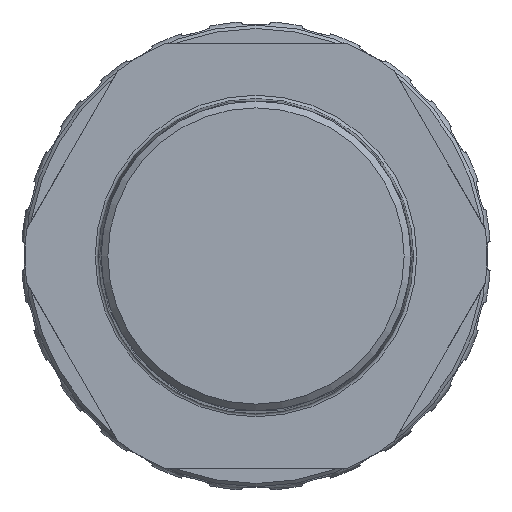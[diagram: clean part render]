
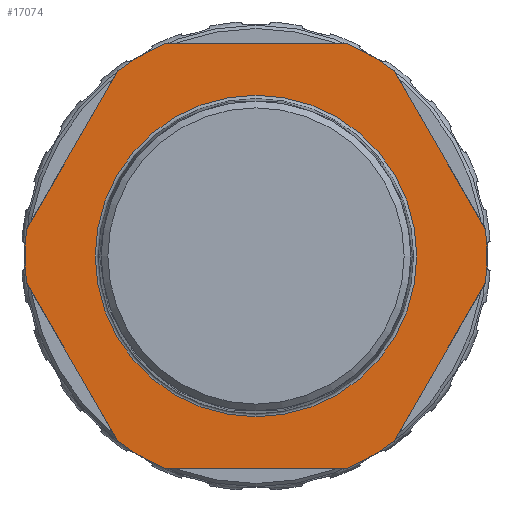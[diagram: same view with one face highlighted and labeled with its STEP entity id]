
A CAD part, left-side view. The second image highlights one B-rep face of the part: STEP entity #17074.
In plain terms, the highlighted planar face has unit normal (-1, 0, 0).
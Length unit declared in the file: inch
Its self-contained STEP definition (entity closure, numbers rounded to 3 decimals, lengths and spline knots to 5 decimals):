
#21=FACE_BOUND('',#4245,.T.);
#1389=LINE('',#34963,#2152);
#1392=LINE('',#34993,#2155);
#1395=LINE('',#35023,#2158);
#1398=LINE('',#35053,#2161);
#1401=LINE('',#35073,#2164);
#1404=LINE('',#35116,#2167);
#2152=VECTOR('',#23428,0.3937);
#2155=VECTOR('',#23433,0.3937);
#2158=VECTOR('',#23438,0.3937);
#2161=VECTOR('',#23443,0.3937);
#2164=VECTOR('',#23448,0.3937);
#2167=VECTOR('',#23453,0.3937);
#2460=PLANE('',#18977);
#3345=FACE_OUTER_BOUND('',#4244,.T.);
#4244=EDGE_LOOP('',(#15036,#15037,#15038,#15039,#15040,#15041,#15042,#15043,
#15044,#15045,#15046,#15047));
#4245=EDGE_LOOP('',(#15048,#15049));
#5225=CIRCLE('',#18961,1.3937);
#5227=CIRCLE('',#18964,1.3937);
#5228=CIRCLE('',#18966,1.3937);
#5231=CIRCLE('',#18970,1.3937);
#5232=CIRCLE('',#18972,1.3937);
#5236=CIRCLE('',#18978,1.3937);
#5237=CIRCLE('',#18979,0.96969);
#5238=CIRCLE('',#18980,0.96969);
#7446=VERTEX_POINT('',#34960);
#7447=VERTEX_POINT('',#34962);
#7450=VERTEX_POINT('',#34990);
#7451=VERTEX_POINT('',#34992);
#7454=VERTEX_POINT('',#35020);
#7455=VERTEX_POINT('',#35022);
#7458=VERTEX_POINT('',#35050);
#7459=VERTEX_POINT('',#35052);
#7462=VERTEX_POINT('',#35070);
#7463=VERTEX_POINT('',#35072);
#7467=VERTEX_POINT('',#35113);
#7468=VERTEX_POINT('',#35115);
#7469=VERTEX_POINT('',#35138);
#7470=VERTEX_POINT('',#35139);
#9964=EDGE_CURVE('',#7447,#7446,#1389,.T.);
#9968=EDGE_CURVE('',#7451,#7450,#1392,.T.);
#9972=EDGE_CURVE('',#7455,#7454,#1395,.T.);
#9976=EDGE_CURVE('',#7459,#7458,#1398,.T.);
#9980=EDGE_CURVE('',#7463,#7462,#1401,.T.);
#9985=EDGE_CURVE('',#7468,#7467,#1404,.T.);
#9988=EDGE_CURVE('',#7468,#7458,#5225,.T.);
#9990=EDGE_CURVE('',#7459,#7454,#5227,.T.);
#9991=EDGE_CURVE('',#7451,#7462,#5228,.T.);
#9994=EDGE_CURVE('',#7455,#7450,#5231,.T.);
#9995=EDGE_CURVE('',#7447,#7467,#5232,.T.);
#9999=EDGE_CURVE('',#7463,#7446,#5236,.T.);
#10000=EDGE_CURVE('',#7469,#7470,#5237,.T.);
#10001=EDGE_CURVE('',#7470,#7469,#5238,.T.);
#15036=ORIENTED_EDGE('',*,*,#9964,.T.);
#15037=ORIENTED_EDGE('',*,*,#9999,.F.);
#15038=ORIENTED_EDGE('',*,*,#9980,.T.);
#15039=ORIENTED_EDGE('',*,*,#9991,.F.);
#15040=ORIENTED_EDGE('',*,*,#9968,.T.);
#15041=ORIENTED_EDGE('',*,*,#9994,.F.);
#15042=ORIENTED_EDGE('',*,*,#9972,.T.);
#15043=ORIENTED_EDGE('',*,*,#9990,.F.);
#15044=ORIENTED_EDGE('',*,*,#9976,.T.);
#15045=ORIENTED_EDGE('',*,*,#9988,.F.);
#15046=ORIENTED_EDGE('',*,*,#9985,.T.);
#15047=ORIENTED_EDGE('',*,*,#9995,.F.);
#15048=ORIENTED_EDGE('',*,*,#10000,.T.);
#15049=ORIENTED_EDGE('',*,*,#10001,.T.);
#17074=ADVANCED_FACE('',(#3345,#21),#2460,.T.);
#18961=AXIS2_PLACEMENT_3D('',#35120,#23459,#23460);
#18964=AXIS2_PLACEMENT_3D('',#35123,#23465,#23466);
#18966=AXIS2_PLACEMENT_3D('',#35125,#23469,#23470);
#18970=AXIS2_PLACEMENT_3D('',#35129,#23477,#23478);
#18972=AXIS2_PLACEMENT_3D('',#35131,#23481,#23482);
#18977=AXIS2_PLACEMENT_3D('',#35136,#23491,#23492);
#18978=AXIS2_PLACEMENT_3D('',#35137,#23493,#23494);
#18979=AXIS2_PLACEMENT_3D('',#35140,#23495,#23496);
#18980=AXIS2_PLACEMENT_3D('',#35141,#23497,#23498);
#23428=DIRECTION('',(0.,-0.5,-0.866));
#23433=DIRECTION('',(0.,-0.5,0.866));
#23438=DIRECTION('',(0.,0.5,0.866));
#23443=DIRECTION('',(0.,1.,0.));
#23448=DIRECTION('',(0.,-1.,0.));
#23453=DIRECTION('',(0.,0.5,-0.866));
#23459=DIRECTION('center_axis',(1.,0.,0.));
#23460=DIRECTION('ref_axis',(0.,0.,
1.));
#23465=DIRECTION('center_axis',(1.,0.,0.));
#23466=DIRECTION('ref_axis',(0.,0.,
1.));
#23469=DIRECTION('center_axis',(1.,0.,0.));
#23470=DIRECTION('ref_axis',(0.,0.,
1.));
#23477=DIRECTION('center_axis',(1.,0.,0.));
#23478=DIRECTION('ref_axis',(0.,0.,
1.));
#23481=DIRECTION('center_axis',(1.,0.,0.));
#23482=DIRECTION('ref_axis',(0.,0.,
1.));
#23491=DIRECTION('center_axis',(-1.,0.,0.));
#23492=DIRECTION('ref_axis',(0.,0.,
-1.));
#23493=DIRECTION('center_axis',(1.,0.,0.));
#23494=DIRECTION('ref_axis',(0.,0.,
1.));
#23495=DIRECTION('center_axis',(1.,0.,0.));
#23496=DIRECTION('ref_axis',(0.,0.,
1.));
#23497=DIRECTION('center_axis',(1.,0.,0.));
#23498=DIRECTION('ref_axis',(0.,0.,
1.));
#34960=CARTESIAN_POINT('',(-1.92213,0.83187,-1.11821));
#34962=CARTESIAN_POINT('',(-1.92213,1.38433,-0.16132));
#34963=CARTESIAN_POINT('',(-1.92213,1.07201,-0.70229));
#34990=CARTESIAN_POINT('',(-1.92213,-1.38433,-0.16132));
#34992=CARTESIAN_POINT('',(-1.92213,-0.83187,-1.11821));
#34993=CARTESIAN_POINT('',(-1.92213,-1.1442,-0.57724));
#35020=CARTESIAN_POINT('',(-1.92213,-0.83187,1.11821));
#35022=CARTESIAN_POINT('',(-1.92213,-1.38433,0.16132));
#35023=CARTESIAN_POINT('',(-1.92213,-1.42043,0.0988));
#35050=CARTESIAN_POINT('',(-1.92213,0.55246,1.27953));
#35052=CARTESIAN_POINT('',(-1.92213,-0.55246,1.27953));
#35053=CARTESIAN_POINT('',(-1.92213,-0.97308,1.27953));
#35070=CARTESIAN_POINT('',(-1.92213,-0.55246,-1.27953));
#35072=CARTESIAN_POINT('',(-1.92213,0.55246,-1.27953));
#35073=CARTESIAN_POINT('',(-1.92213,-0.42062,-1.27953));
#35113=CARTESIAN_POINT('',(-1.92213,1.38433,0.16132));
#35115=CARTESIAN_POINT('',(-1.92213,0.83187,1.11821));
#35116=CARTESIAN_POINT('',(-1.92213,0.79578,1.18073));
#35120=CARTESIAN_POINT('Origin',(-1.92213,0.,
0.));
#35123=CARTESIAN_POINT('Origin',(-1.92213,0.,
0.));
#35125=CARTESIAN_POINT('Origin',(-1.92213,0.,
0.));
#35129=CARTESIAN_POINT('Origin',(-1.92213,0.,
0.));
#35131=CARTESIAN_POINT('Origin',(-1.92213,0.,
0.));
#35136=CARTESIAN_POINT('Origin',(-1.92213,-1.3937,0.));
#35137=CARTESIAN_POINT('Origin',(-1.92213,0.,
0.));
#35138=CARTESIAN_POINT('',(-1.92213,-0.96969,0.));
#35139=CARTESIAN_POINT('',(-1.92213,0.,-0.96969));
#35140=CARTESIAN_POINT('Origin',(-1.92213,0.,
0.));
#35141=CARTESIAN_POINT('Origin',(-1.92213,0.,
0.));
